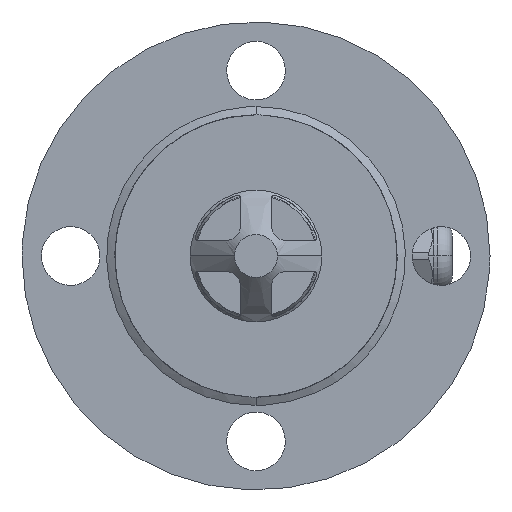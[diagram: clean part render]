
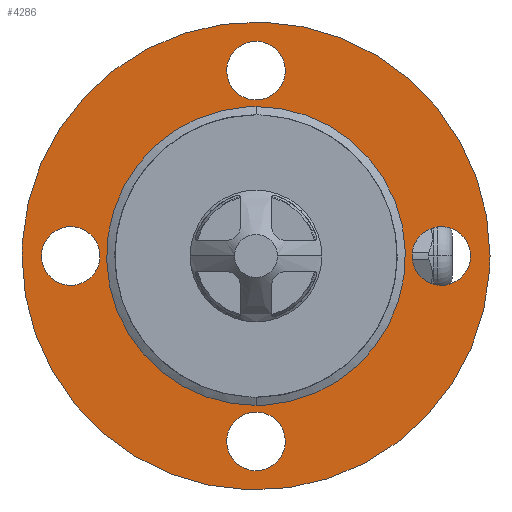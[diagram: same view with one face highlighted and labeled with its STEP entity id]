
A CAD part, front view. The second image highlights one B-rep face of the part: STEP entity #4286.
In plain terms, the highlighted planar face has unit normal (0, -1, 0).
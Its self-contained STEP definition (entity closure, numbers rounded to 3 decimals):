
#1322=CARTESIAN_POINT('',(0.,1.6,0.));
#1323=DIRECTION('',(0.,1.,0.));
#1324=DIRECTION('',(-1.,0.,0.));
#1325=AXIS2_PLACEMENT_3D('',#1322,#1323,#1324);
#1327=CARTESIAN_POINT('',(0.,1.6,0.));
#1328=DIRECTION('',(0.,1.,0.));
#1329=DIRECTION('',(-0.998,0.,0.063));
#1330=AXIS2_PLACEMENT_3D('',#1327,#1328,#1329);
#1332=CARTESIAN_POINT('',(0.,1.6,0.));
#1333=DIRECTION('',(0.,1.,0.));
#1334=DIRECTION('',(1.,0.,0.));
#1335=AXIS2_PLACEMENT_3D('',#1332,#1333,#1334);
#1337=CARTESIAN_POINT('',(0.,1.6,0.));
#1338=DIRECTION('',(0.,1.,0.));
#1339=DIRECTION('',(0.998,0.,-0.063));
#1340=AXIS2_PLACEMENT_3D('',#1337,#1338,#1339);
#1342=CARTESIAN_POINT('',(0.,1.6,-60.35));
#1343=DIRECTION('',(0.,-1.,0.));
#1344=DIRECTION('',(1.,0.,0.));
#1345=AXIS2_PLACEMENT_3D('',#1342,#1343,#1344);
#1347=CARTESIAN_POINT('',(0.,1.6,-60.35));
#1348=DIRECTION('',(0.,-1.,0.));
#1349=DIRECTION('',(-0.998,0.,0.063));
#1350=AXIS2_PLACEMENT_3D('',#1347,#1348,#1349);
#1352=CARTESIAN_POINT('',(0.,1.6,-60.35));
#1353=DIRECTION('',(0.,-1.,0.));
#1354=DIRECTION('',(-1.,0.,0.));
#1355=AXIS2_PLACEMENT_3D('',#1352,#1353,#1354);
#1357=CARTESIAN_POINT('',(0.,1.6,-60.35));
#1358=DIRECTION('',(0.,-1.,0.));
#1359=DIRECTION('',(0.998,0.,-0.063));
#1360=AXIS2_PLACEMENT_3D('',#1357,#1358,#1359);
#1362=CARTESIAN_POINT('',(-60.35,1.6,0.));
#1363=DIRECTION('',(0.,-1.,0.));
#1364=DIRECTION('',(1.,0.,0.));
#1365=AXIS2_PLACEMENT_3D('',#1362,#1363,#1364);
#1367=CARTESIAN_POINT('',(-60.35,1.6,0.));
#1368=DIRECTION('',(0.,-1.,0.));
#1369=DIRECTION('',(-0.998,0.,0.063));
#1370=AXIS2_PLACEMENT_3D('',#1367,#1368,#1369);
#1372=CARTESIAN_POINT('',(-60.35,1.6,0.));
#1373=DIRECTION('',(0.,-1.,0.));
#1374=DIRECTION('',(-1.,0.,0.));
#1375=AXIS2_PLACEMENT_3D('',#1372,#1373,#1374);
#1377=CARTESIAN_POINT('',(-60.35,1.6,0.));
#1378=DIRECTION('',(0.,-1.,0.));
#1379=DIRECTION('',(0.998,0.,-0.063));
#1380=AXIS2_PLACEMENT_3D('',#1377,#1378,#1379);
#1382=CARTESIAN_POINT('',(0.,1.6,60.35));
#1383=DIRECTION('',(0.,-1.,0.));
#1384=DIRECTION('',(1.,0.,0.));
#1385=AXIS2_PLACEMENT_3D('',#1382,#1383,#1384);
#1387=CARTESIAN_POINT('',(0.,1.6,60.35));
#1388=DIRECTION('',(0.,-1.,0.));
#1389=DIRECTION('',(-0.998,0.,0.063));
#1390=AXIS2_PLACEMENT_3D('',#1387,#1388,#1389);
#1392=CARTESIAN_POINT('',(0.,1.6,60.35));
#1393=DIRECTION('',(0.,-1.,0.));
#1394=DIRECTION('',(-1.,0.,0.));
#1395=AXIS2_PLACEMENT_3D('',#1392,#1393,#1394);
#1397=CARTESIAN_POINT('',(0.,1.6,60.35));
#1398=DIRECTION('',(0.,-1.,0.));
#1399=DIRECTION('',(0.998,0.,-0.063));
#1400=AXIS2_PLACEMENT_3D('',#1397,#1398,#1399);
#1402=CARTESIAN_POINT('',(60.35,1.6,0.));
#1403=DIRECTION('',(0.,-1.,0.));
#1404=DIRECTION('',(1.,0.,0.));
#1405=AXIS2_PLACEMENT_3D('',#1402,#1403,#1404);
#1407=CARTESIAN_POINT('',(60.35,1.6,0.));
#1408=DIRECTION('',(0.,-1.,0.));
#1409=DIRECTION('',(-0.998,0.,0.063));
#1410=AXIS2_PLACEMENT_3D('',#1407,#1408,#1409);
#1412=CARTESIAN_POINT('',(60.35,1.6,0.));
#1413=DIRECTION('',(0.,-1.,0.));
#1414=DIRECTION('',(-1.,0.,0.));
#1415=AXIS2_PLACEMENT_3D('',#1412,#1413,#1414);
#1417=CARTESIAN_POINT('',(60.35,1.6,0.));
#1418=DIRECTION('',(0.,-1.,0.));
#1419=DIRECTION('',(0.998,0.,-0.063));
#1420=AXIS2_PLACEMENT_3D('',#1417,#1418,#1419);
#1422=CARTESIAN_POINT('',(0.,1.6,
0.));
#1423=DIRECTION('',(0.,-1.,0.));
#1424=DIRECTION('',(0.,0.,1.));
#1425=AXIS2_PLACEMENT_3D('',#1422,#1423,#1424);
#1427=CARTESIAN_POINT('',(0.,1.6,
0.));
#1428=DIRECTION('',(0.,-1.,0.));
#1429=DIRECTION('',(-0.063,0.,0.998));
#1430=AXIS2_PLACEMENT_3D('',#1427,#1428,#1429);
#1432=CARTESIAN_POINT('',(0.,1.6,
0.));
#1433=DIRECTION('',(0.,-1.,0.));
#1434=DIRECTION('',(0.,0.,-1.));
#1435=AXIS2_PLACEMENT_3D('',#1432,#1433,#1434);
#1437=CARTESIAN_POINT('',(0.,1.6,
0.));
#1438=DIRECTION('',(0.,-1.,0.));
#1439=DIRECTION('',(0.063,0.,-0.998));
#1440=AXIS2_PLACEMENT_3D('',#1437,#1438,#1439);
#2107=CARTESIAN_POINT('',(-76.2,1.6,0.));
#2108=CARTESIAN_POINT('',(-76.05,1.6,4.785));
#2109=VERTEX_POINT('',#2107);
#2110=VERTEX_POINT('',#2108);
#2111=CARTESIAN_POINT('',(76.2,1.6,0.));
#2112=VERTEX_POINT('',#2111);
#2119=CARTESIAN_POINT('',(76.05,1.6,-4.785));
#2120=VERTEX_POINT('',#2119);
#2121=CARTESIAN_POINT('',(9.546,1.6,-60.35));
#2122=CARTESIAN_POINT('',(-9.528,1.6,-59.751));
#2123=VERTEX_POINT('',#2121);
#2124=VERTEX_POINT('',#2122);
#2125=CARTESIAN_POINT('',(-9.546,1.6,-60.35));
#2126=VERTEX_POINT('',#2125);
#2127=CARTESIAN_POINT('',(9.528,1.6,-60.949));
#2128=VERTEX_POINT('',#2127);
#2129=CARTESIAN_POINT('',(-50.804,1.6,0.));
#2130=CARTESIAN_POINT('',(-69.878,1.6,0.599));
#2131=VERTEX_POINT('',#2129);
#2132=VERTEX_POINT('',#2130);
#2133=CARTESIAN_POINT('',(-69.896,1.6,0.));
#2134=VERTEX_POINT('',#2133);
#2135=CARTESIAN_POINT('',(-50.822,1.6,-0.599));
#2136=VERTEX_POINT('',#2135);
#2137=CARTESIAN_POINT('',(9.546,1.6,60.35));
#2138=CARTESIAN_POINT('',(-9.528,1.6,60.949));
#2139=VERTEX_POINT('',#2137);
#2140=VERTEX_POINT('',#2138);
#2141=CARTESIAN_POINT('',(-9.546,1.6,60.35));
#2142=VERTEX_POINT('',#2141);
#2143=CARTESIAN_POINT('',(9.528,1.6,59.751));
#2144=VERTEX_POINT('',#2143);
#2145=CARTESIAN_POINT('',(69.896,1.6,0.));
#2146=CARTESIAN_POINT('',(50.822,1.6,0.599));
#2147=VERTEX_POINT('',#2145);
#2148=VERTEX_POINT('',#2146);
#2149=CARTESIAN_POINT('',(50.804,1.6,0.));
#2150=VERTEX_POINT('',#2149);
#2151=CARTESIAN_POINT('',(69.878,1.6,-0.599));
#2152=VERTEX_POINT('',#2151);
#2153=CARTESIAN_POINT('',(0.,1.6,48.65));
#2154=CARTESIAN_POINT('',(-3.055,1.6,48.554));
#2155=VERTEX_POINT('',#2153);
#2156=VERTEX_POINT('',#2154);
#2157=CARTESIAN_POINT('',(0.,1.6,
-48.65));
#2158=VERTEX_POINT('',#2157);
#2159=CARTESIAN_POINT('',(3.055,1.6,-48.554));
#2160=VERTEX_POINT('',#2159);
#4223=CARTESIAN_POINT('',(0.,1.6,0.));
#4224=DIRECTION('',(0.,1.,0.));
#4225=DIRECTION('',(0.,0.,-1.));
#4226=AXIS2_PLACEMENT_3D('',#4223,#4224,#4225);
#4227=PLANE('',#4226);
#4229=ORIENTED_EDGE('',*,*,#4228,.T.);
#4231=ORIENTED_EDGE('',*,*,#4230,.T.);
#4233=ORIENTED_EDGE('',*,*,#4232,.T.);
#4235=ORIENTED_EDGE('',*,*,#4234,.T.);
#4236=EDGE_LOOP('',(#4229,#4231,#4233,#4235));
#4237=FACE_OUTER_BOUND('',#4236,.F.);
#4239=ORIENTED_EDGE('',*,*,#4238,.T.);
#4241=ORIENTED_EDGE('',*,*,#4240,.T.);
#4243=ORIENTED_EDGE('',*,*,#4242,.T.);
#4245=ORIENTED_EDGE('',*,*,#4244,.T.);
#4246=EDGE_LOOP('',(#4239,#4241,#4243,#4245));
#4247=FACE_BOUND('',#4246,.F.);
#4249=ORIENTED_EDGE('',*,*,#4248,.T.);
#4251=ORIENTED_EDGE('',*,*,#4250,.T.);
#4253=ORIENTED_EDGE('',*,*,#4252,.T.);
#4255=ORIENTED_EDGE('',*,*,#4254,.T.);
#4256=EDGE_LOOP('',(#4249,#4251,#4253,#4255));
#4257=FACE_BOUND('',#4256,.F.);
#4259=ORIENTED_EDGE('',*,*,#4258,.T.);
#4261=ORIENTED_EDGE('',*,*,#4260,.T.);
#4263=ORIENTED_EDGE('',*,*,#4262,.T.);
#4265=ORIENTED_EDGE('',*,*,#4264,.T.);
#4266=EDGE_LOOP('',(#4259,#4261,#4263,#4265));
#4267=FACE_BOUND('',#4266,.F.);
#4269=ORIENTED_EDGE('',*,*,#4268,.T.);
#4271=ORIENTED_EDGE('',*,*,#4270,.T.);
#4273=ORIENTED_EDGE('',*,*,#4272,.T.);
#4275=ORIENTED_EDGE('',*,*,#4274,.T.);
#4276=EDGE_LOOP('',(#4269,#4271,#4273,#4275));
#4277=FACE_BOUND('',#4276,.F.);
#4279=ORIENTED_EDGE('',*,*,#4278,.T.);
#4281=ORIENTED_EDGE('',*,*,#4280,.T.);
#4282=ORIENTED_EDGE('',*,*,#4204,.T.);
#4283=ORIENTED_EDGE('',*,*,#4202,.T.);
#4284=EDGE_LOOP('',(#4279,#4281,#4282,#4283));
#4285=FACE_BOUND('',#4284,.F.);
#4286=ADVANCED_FACE('',(#4237,#4247,#4257,#4267,#4277,#4285),#4227,.F.);
#1326=CIRCLE('',#1325,76.2);
#1331=CIRCLE('',#1330,76.2);
#1336=CIRCLE('',#1335,76.2);
#1341=CIRCLE('',#1340,76.2);
#1346=CIRCLE('',#1345,9.546);
#1351=CIRCLE('',#1350,9.546);
#1356=CIRCLE('',#1355,9.546);
#1361=CIRCLE('',#1360,9.546);
#1366=CIRCLE('',#1365,9.546);
#1371=CIRCLE('',#1370,9.546);
#1376=CIRCLE('',#1375,9.546);
#1381=CIRCLE('',#1380,9.546);
#1386=CIRCLE('',#1385,9.546);
#1391=CIRCLE('',#1390,9.546);
#1396=CIRCLE('',#1395,9.546);
#1401=CIRCLE('',#1400,9.546);
#1406=CIRCLE('',#1405,9.546);
#1411=CIRCLE('',#1410,9.546);
#1416=CIRCLE('',#1415,9.546);
#1421=CIRCLE('',#1420,9.546);
#1426=CIRCLE('',#1425,48.65);
#1431=CIRCLE('',#1430,48.65);
#1436=CIRCLE('',#1435,48.65);
#1441=CIRCLE('',#1440,48.65);
#4202=EDGE_CURVE('',#2160,#2155,#1441,.T.);
#4204=EDGE_CURVE('',#2158,#2160,#1436,.T.);
#4228=EDGE_CURVE('',#2109,#2110,#1326,.T.);
#4230=EDGE_CURVE('',#2110,#2112,#1331,.T.);
#4232=EDGE_CURVE('',#2112,#2120,#1336,.T.);
#4234=EDGE_CURVE('',#2120,#2109,#1341,.T.);
#4238=EDGE_CURVE('',#2123,#2124,#1346,.T.);
#4240=EDGE_CURVE('',#2124,#2126,#1351,.T.);
#4242=EDGE_CURVE('',#2126,#2128,#1356,.T.);
#4244=EDGE_CURVE('',#2128,#2123,#1361,.T.);
#4248=EDGE_CURVE('',#2131,#2132,#1366,.T.);
#4250=EDGE_CURVE('',#2132,#2134,#1371,.T.);
#4252=EDGE_CURVE('',#2134,#2136,#1376,.T.);
#4254=EDGE_CURVE('',#2136,#2131,#1381,.T.);
#4258=EDGE_CURVE('',#2139,#2140,#1386,.T.);
#4260=EDGE_CURVE('',#2140,#2142,#1391,.T.);
#4262=EDGE_CURVE('',#2142,#2144,#1396,.T.);
#4264=EDGE_CURVE('',#2144,#2139,#1401,.T.);
#4268=EDGE_CURVE('',#2147,#2148,#1406,.T.);
#4270=EDGE_CURVE('',#2148,#2150,#1411,.T.);
#4272=EDGE_CURVE('',#2150,#2152,#1416,.T.);
#4274=EDGE_CURVE('',#2152,#2147,#1421,.T.);
#4278=EDGE_CURVE('',#2155,#2156,#1426,.T.);
#4280=EDGE_CURVE('',#2156,#2158,#1431,.T.);
